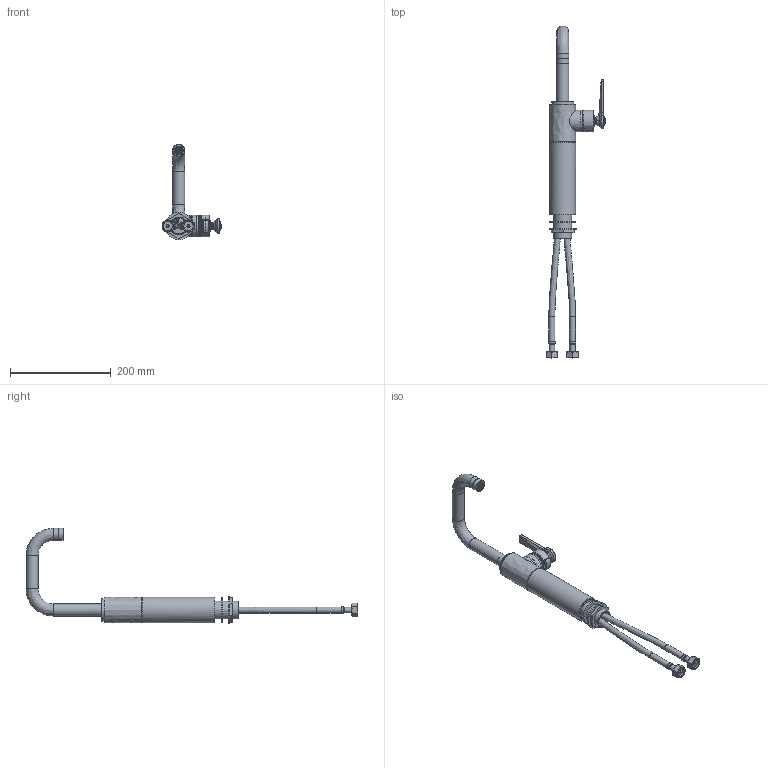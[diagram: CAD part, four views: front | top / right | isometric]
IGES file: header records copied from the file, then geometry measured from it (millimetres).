
Global section: file name: V7KA31SLF-RH; native system: Autodesk Inventor 2020; preprocessor: unknown; author: adaniels; date: 20221129.094448; units: millimetre
Bounding box: 118.91 x 658.18 x 188.99 mm (x, y, z)
Volume: 492937.2 mm3; surface area: 241203.9 mm2
Topology: 39 solids, 40 shells, 2667 faces, 6992 edges, 4564 vertices
Faces by surface type: bspline 2667
